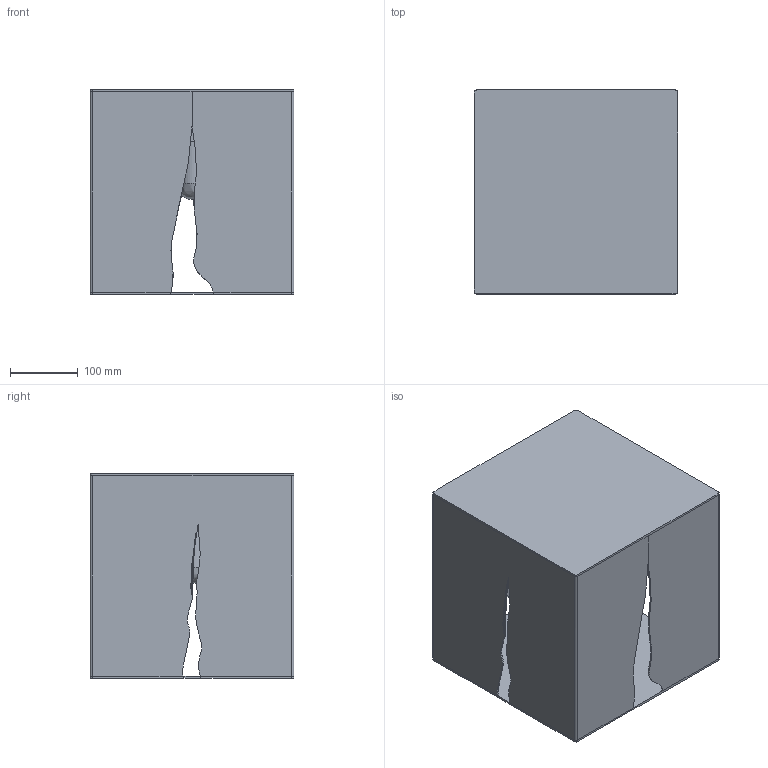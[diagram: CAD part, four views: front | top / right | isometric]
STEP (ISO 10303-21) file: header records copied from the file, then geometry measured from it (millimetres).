
FILE_DESCRIPTION(/* description */ (''),/* implementation_level */ '2;1');
FILE_NAME(/* name */ 'Granito 30',/* time_stamp */ '2010-09-15T11:13:03+02:00',/* author */ (''),/* organization */ (''),/* preprocessor_version */ 'ST-DEVELOPER v10',/* originating_system */ '',/* authorisation */ '');
FILE_SCHEMA (('CONFIG_CONTROL_DESIGN'));
Length unit declared in the file: centimetre
Products named in the file (1): 1
Bounding box: 300 x 300 x 301 mm (x, y, z)
Volume: 3015930.4 mm3; surface area: 1088015.2 mm2
Topology: 1 solids, 1 shells, 63 faces, 172 edges, 107 vertices
Faces by surface type: bspline 63
Entity records: 2405 total; most frequent: CARTESIAN_POINT 1322, ORIENTED_EDGE 344, EDGE_CURVE 172, B_SPLINE_CURVE_WITH_KNOTS 135, VERTEX_POINT 107, EDGE_LOOP 65, ADVANCED_FACE 63, FACE_OUTER_BOUND 63
